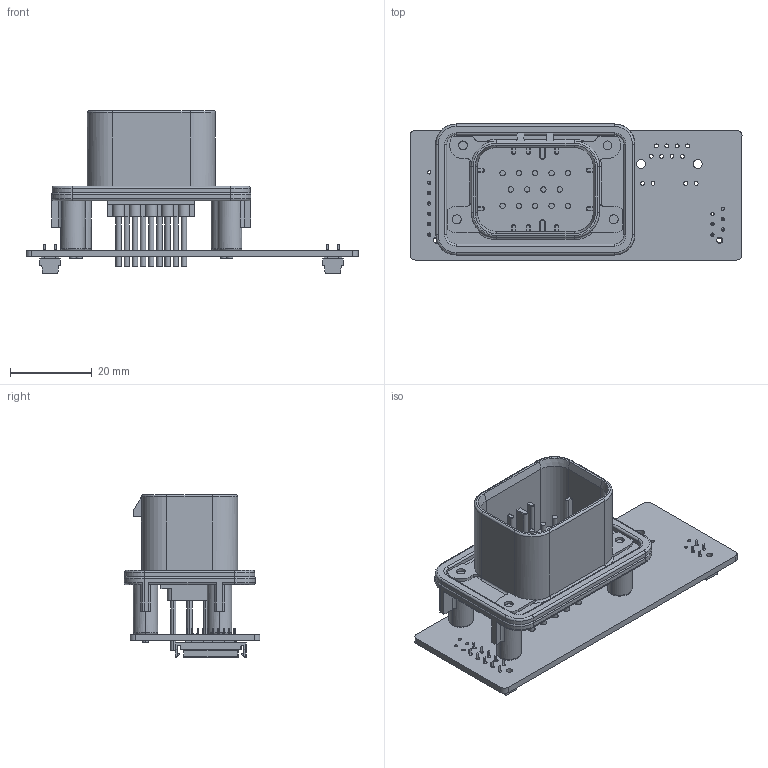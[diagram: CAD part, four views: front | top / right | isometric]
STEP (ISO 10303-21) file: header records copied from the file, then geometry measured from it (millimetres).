
FILE_DESCRIPTION(('FreeCAD Model'),'2;1');
FILE_NAME('ExternalInterface2.step','2018-02-07T19:21:34',('kicad StepUp'),('ksu MCAD'), 'Open CASCADE STEP processor 6.8','FreeCAD','Unknown');
FILE_SCHEMA(('AUTOMOTIVE_DESIGN_CC2 { 1 2 10303 214 -1 1 5 4 }'));
Length unit declared in the file: millimetre
Products named in the file (4): Pcb; micromatch_10_vert_; AmpSeal-14_; micromatch_vert4_
Bounding box: 81.28 x 33.28 x 39.77 mm (x, y, z)
Volume: 13926 mm3; surface area: 17017.1 mm2
Topology: 4 solids, 4 shells, 1617 faces, 4430 edges, 2916 vertices
Faces by surface type: plane 1055, cylinder 512, torus 46, cone 4
Full cylindrical faces by diameter (mm): 0.8 x20, 0.95 x12, 1.5 x2, 1.75 x14, 2 x4, 2.18 x2, 2.85 x2
Entity records: 51520 total; most frequent: CARTESIAN_POINT 9128, ORIENTED_EDGE 8860, DIRECTION 8738, EDGE_CURVE 4430, LINE 3318, VECTOR 3318, VERTEX_POINT 2916, AXIS2_PLACEMENT_3D 2710
